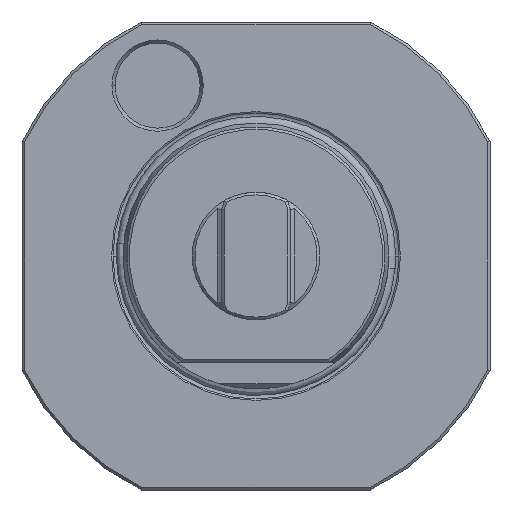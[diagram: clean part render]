
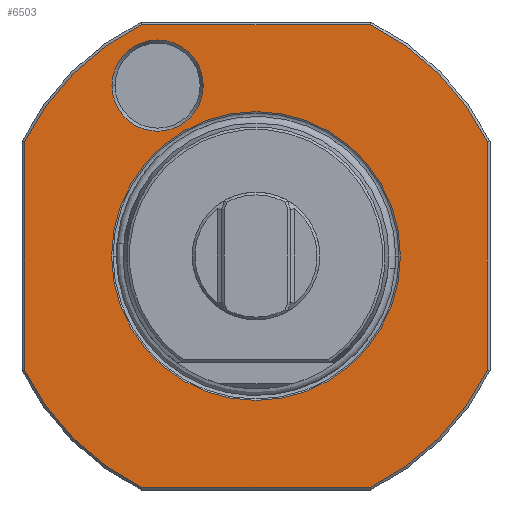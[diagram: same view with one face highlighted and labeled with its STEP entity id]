
A CAD part, left-side view. The second image highlights one B-rep face of the part: STEP entity #6503.
In plain terms, the highlighted planar face has unit normal (-1, 0, 0).
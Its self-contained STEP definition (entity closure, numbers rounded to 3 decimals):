
#206=CARTESIAN_POINT('',(-80.5,0.,0.));
#207=DIRECTION('',(1.,0.,0.));
#208=DIRECTION('',(0.,-0.897,-0.442));
#209=AXIS2_PLACEMENT_3D('',#206,#207,#208);
#211=DIRECTION('',(0.,-1.,0.));
#212=VECTOR('',#211,42.896);
#213=CARTESIAN_POINT('',(-80.5,21.448,-43.5));
#214=LINE('',#213,#212);
#215=CARTESIAN_POINT('',(-80.5,0.,0.));
#216=DIRECTION('',(1.,0.,0.));
#217=DIRECTION('',(0.,0.442,-0.897));
#218=AXIS2_PLACEMENT_3D('',#215,#216,#217);
#220=DIRECTION('',(0.,0.,-1.));
#221=VECTOR('',#220,42.896);
#222=CARTESIAN_POINT('',(-80.5,43.5,21.448));
#223=LINE('',#222,#221);
#224=CARTESIAN_POINT('',(-80.5,0.,0.));
#225=DIRECTION('',(1.,0.,0.));
#226=DIRECTION('',(0.,0.897,0.442));
#227=AXIS2_PLACEMENT_3D('',#224,#225,#226);
#229=DIRECTION('',(0.,1.,0.));
#230=VECTOR('',#229,42.896);
#231=CARTESIAN_POINT('',(-80.5,-21.448,43.5));
#232=LINE('',#231,#230);
#233=CARTESIAN_POINT('',(-80.5,0.,0.));
#234=DIRECTION('',(1.,0.,0.));
#235=DIRECTION('',(0.,-0.442,0.897));
#236=AXIS2_PLACEMENT_3D('',#233,#234,#235);
#238=DIRECTION('',(0.,0.,1.));
#239=VECTOR('',#238,42.896);
#240=CARTESIAN_POINT('',(-80.5,-43.5,
-21.448));
#241=LINE('',#240,#239);
#242=CARTESIAN_POINT('',(-80.5,0.,0.));
#243=DIRECTION('',(1.,0.,0.));
#244=DIRECTION('',(0.,-1.,0.));
#245=AXIS2_PLACEMENT_3D('',#242,#243,#244);
#247=CARTESIAN_POINT('',(-80.5,0.,0.));
#248=DIRECTION('',(1.,0.,0.));
#249=DIRECTION('',(0.,1.,0.));
#250=AXIS2_PLACEMENT_3D('',#247,#248,#249);
#252=CARTESIAN_POINT('',(-80.5,18.5,32.043));
#253=DIRECTION('',(1.,0.,0.));
#254=DIRECTION('',(0.,-1.,0.));
#255=AXIS2_PLACEMENT_3D('',#252,#253,#254);
#257=CARTESIAN_POINT('',(-80.5,18.5,32.043));
#258=DIRECTION('',(1.,0.,0.));
#259=DIRECTION('',(0.,1.,0.));
#260=AXIS2_PLACEMENT_3D('',#257,#258,#259);
#5735=CARTESIAN_POINT('',(-80.5,-27.15,0.));
#5736=CARTESIAN_POINT('',(-80.5,27.15,0.));
#5737=VERTEX_POINT('',#5735);
#5738=VERTEX_POINT('',#5736);
#5739=CARTESIAN_POINT('',(-80.5,9.923,32.043));
#5740=CARTESIAN_POINT('',(-80.5,27.077,32.043));
#5741=VERTEX_POINT('',#5739);
#5742=VERTEX_POINT('',#5740);
#5743=CARTESIAN_POINT('',(-80.5,-43.5,-21.448));
#5744=CARTESIAN_POINT('',(-80.5,-21.448,-43.5));
#5745=VERTEX_POINT('',#5743);
#5746=VERTEX_POINT('',#5744);
#5751=CARTESIAN_POINT('',(-80.5,-21.449,43.501));
#5752=CARTESIAN_POINT('',(-80.5,-43.501,21.449));
#5753=VERTEX_POINT('',#5751);
#5754=VERTEX_POINT('',#5752);
#5779=CARTESIAN_POINT('',(-80.5,43.501,21.449));
#5780=CARTESIAN_POINT('',(-80.5,21.449,43.501));
#5781=VERTEX_POINT('',#5779);
#5782=VERTEX_POINT('',#5780);
#5787=CARTESIAN_POINT('',(-80.5,21.448,-43.5));
#5788=CARTESIAN_POINT('',(-80.5,43.5,-21.448));
#5789=VERTEX_POINT('',#5787);
#5790=VERTEX_POINT('',#5788);
#6469=CARTESIAN_POINT('',(-80.5,0.,0.));
#6470=DIRECTION('',(-1.,0.,0.));
#6471=DIRECTION('',(0.,1.,0.));
#6472=AXIS2_PLACEMENT_3D('',#6469,#6470,#6471);
#6473=PLANE('',#6472);
#6475=ORIENTED_EDGE('',*,*,#6474,.T.);
#6477=ORIENTED_EDGE('',*,*,#6476,.F.);
#6479=ORIENTED_EDGE('',*,*,#6478,.T.);
#6481=ORIENTED_EDGE('',*,*,#6480,.F.);
#6483=ORIENTED_EDGE('',*,*,#6482,.T.);
#6485=ORIENTED_EDGE('',*,*,#6484,.F.);
#6486=ORIENTED_EDGE('',*,*,#6459,.T.);
#6488=ORIENTED_EDGE('',*,*,#6487,.F.);
#6489=EDGE_LOOP('',(#6475,#6477,#6479,#6481,#6483,#6485,#6486,#6488));
#6490=FACE_OUTER_BOUND('',#6489,.F.);
#6492=ORIENTED_EDGE('',*,*,#6491,.F.);
#6494=ORIENTED_EDGE('',*,*,#6493,.F.);
#6495=EDGE_LOOP('',(#6492,#6494));
#6496=FACE_BOUND('',#6495,.F.);
#6498=ORIENTED_EDGE('',*,*,#6497,.F.);
#6500=ORIENTED_EDGE('',*,*,#6499,.F.);
#6501=EDGE_LOOP('',(#6498,#6500));
#6502=FACE_BOUND('',#6501,.F.);
#210=CIRCLE('',#209,48.501);
#219=CIRCLE('',#218,48.501);
#228=CIRCLE('',#227,48.501);
#237=CIRCLE('',#236,48.501);
#246=CIRCLE('',#245,27.15);
#251=CIRCLE('',#250,27.15);
#256=CIRCLE('',#255,8.577);
#261=CIRCLE('',#260,8.577);
#6459=EDGE_CURVE('',#5753,#5754,#237,.T.);
#6474=EDGE_CURVE('',#5745,#5746,#210,.T.);
#6476=EDGE_CURVE('',#5789,#5746,#214,.T.);
#6478=EDGE_CURVE('',#5789,#5790,#219,.T.);
#6480=EDGE_CURVE('',#5781,#5790,#223,.T.);
#6482=EDGE_CURVE('',#5781,#5782,#228,.T.);
#6484=EDGE_CURVE('',#5753,#5782,#232,.T.);
#6487=EDGE_CURVE('',#5745,#5754,#241,.T.);
#6491=EDGE_CURVE('',#5737,#5738,#246,.T.);
#6493=EDGE_CURVE('',#5738,#5737,#251,.T.);
#6497=EDGE_CURVE('',#5741,#5742,#256,.T.);
#6499=EDGE_CURVE('',#5742,#5741,#261,.T.);
#6503=ADVANCED_FACE('',(#6490,#6496,#6502),#6473,.T.);
